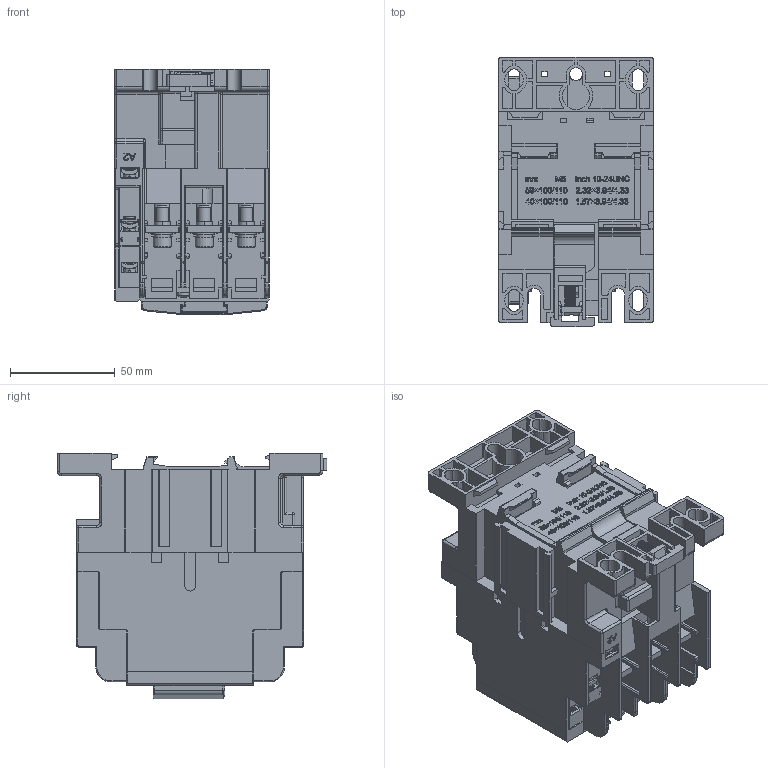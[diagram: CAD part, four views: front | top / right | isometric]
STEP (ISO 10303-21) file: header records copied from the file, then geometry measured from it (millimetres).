
FILE_DESCRIPTION((''),'2;1');
FILE_NAME('24000220K0_SW0001','2025-06-24T',('yunfei.yang'),(''),'PRO/ENGINEER BY PARAMETRIC TECHNOLOGY CORPORATION, 2017170','PRO/ENGINEER BY PARAMETRIC TECHNOLOGY CORPORATION, 2017170','');
FILE_SCHEMA(('CONFIG_CONTROL_DESIGN'));
Products named in the file (1): 24000220K0_SW0001
Bounding box: 73.7 x 128.3 x 117.05 mm (x, y, z)
Volume: 588962.9 mm3; surface area: 135723.5 mm2
Topology: 1 solids, 3 shells, 5811 faces, 16059 edges, 10227 vertices
Faces by surface type: plane 3536, cylinder 1067, extrusion 726, cone 164, torus 156, bspline 126, sphere 36
Entity records: 203036 total; most frequent: CARTESIAN_POINT 57480, ORIENTED_EDGE 32094, DIRECTION 27071, EDGE_CURVE 16047, VECTOR 11949, LINE 11223, VERTEX_POINT 10227, AXIS2_PLACEMENT_3D 7561
